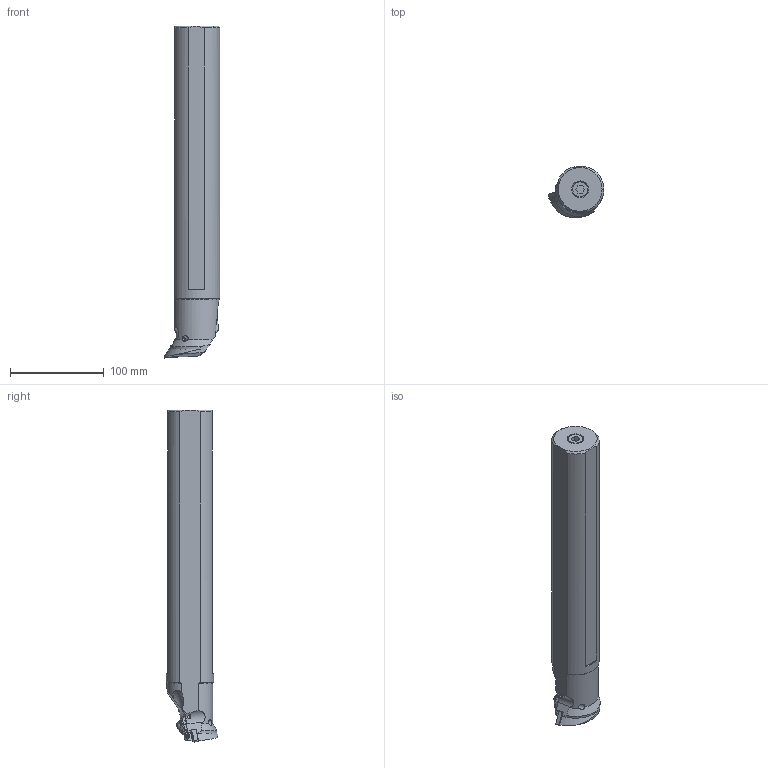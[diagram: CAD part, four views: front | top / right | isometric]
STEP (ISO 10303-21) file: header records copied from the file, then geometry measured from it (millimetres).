
FILE_DESCRIPTION(/* description */ (''),/* implementation_level */ '2;1');
FILE_NAME(/* name */ 'S-DDUNR-324-C.stp',/* time_stamp */ '2021-12-22T09:38:55+09:00',/* author */ (''),/* organization */ (''),/* preprocessor_version */ 'ST-DEVELOPER v16',/* originating_system */ 'SIEMENS PLM Software NX 10.0',/* authorisation */ '');
FILE_SCHEMA (('AUTOMOTIVE_DESIGN { 1 0 10303 214 3 1 1 1 }'));
Length unit declared in the file: millimetre
Products named in the file (1): S-DDUNR-324-C_ASM
Bounding box: 59.67 x 55.31 x 355.1 mm (x, y, z)
Volume: 621065.5 mm3; surface area: 74203.8 mm2
Topology: 7 solids, 7 shells, 301 faces, 801 edges, 515 vertices
Faces by surface type: cylinder 107, plane 78, bspline 61, cone 31, torus 16, sphere 6, extrusion 2
Entity records: 13084 total; most frequent: CARTESIAN_POINT 5761, ORIENTED_EDGE 1586, DIRECTION 1416, EDGE_CURVE 793, AXIS2_PLACEMENT_3D 577, VERTEX_POINT 512, EDGE_LOOP 317, ADVANCED_FACE 301
